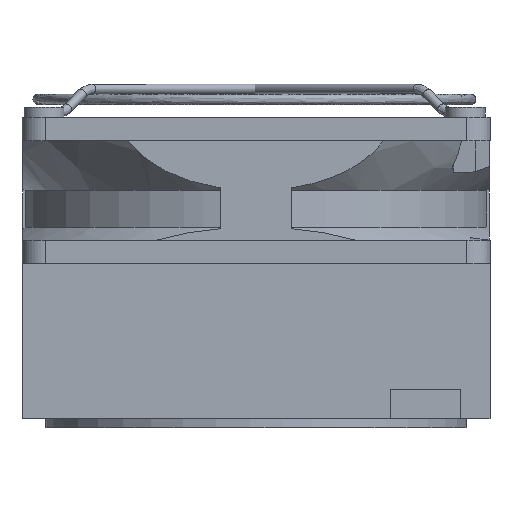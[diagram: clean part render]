
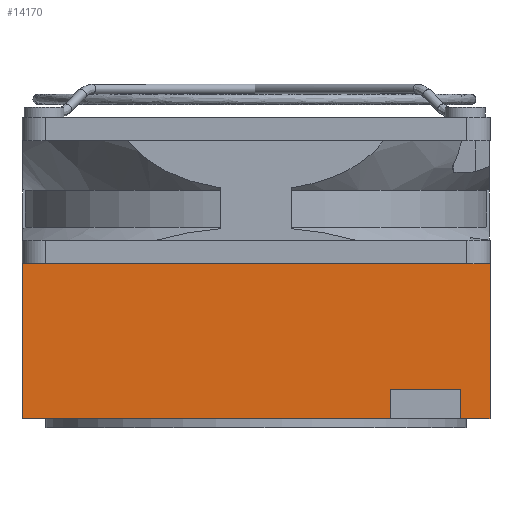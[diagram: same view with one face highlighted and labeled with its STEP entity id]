
A CAD part, left-side view. The second image highlights one B-rep face of the part: STEP entity #14170.
In plain terms, the highlighted free-form (B-spline) face has degree [1, 1] with [2, 2] control points.
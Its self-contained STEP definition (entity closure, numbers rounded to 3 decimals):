
#14170 = ADVANCED_FACE('',(#14171),#14229,.F.);
#14171 = FACE_BOUND('',#14172,.T.);
#14172 = EDGE_LOOP('',(#14173,#14182,#14189,#14196,#14203,#14210,#14217,
    #14224));
#14173 = ORIENTED_EDGE('',*,*,#14174,.F.);
#14174 = EDGE_CURVE('',#14175,#14177,#14179,.T.);
#14175 = VERTEX_POINT('',#14176);
#14176 = CARTESIAN_POINT('',(-33.718,-19.388,
    -39.197));
#14177 = VERTEX_POINT('',#14178);
#14178 = CARTESIAN_POINT('',(-33.718,-19.388,
    -43.412));
#14179 = B_SPLINE_CURVE_WITH_KNOTS('',1,(#14180,#14181),.UNSPECIFIED.,
  .F.,.F.,(2,2),(0.,5.),.PIECEWISE_BEZIER_KNOTS.);
#14180 = CARTESIAN_POINT('',(-33.718,-19.388,
    -39.197));
#14181 = CARTESIAN_POINT('',(-33.718,-19.388,
    -43.412));
#14182 = ORIENTED_EDGE('',*,*,#14183,.T.);
#14183 = EDGE_CURVE('',#14175,#14184,#14186,.T.);
#14184 = VERTEX_POINT('',#14185);
#14185 = CARTESIAN_POINT('',(-33.718,-29.503,
    -39.197));
#14186 = B_SPLINE_CURVE_WITH_KNOTS('',1,(#14187,#14188),.UNSPECIFIED.,
  .F.,.F.,(2,2),(0.,12.),.PIECEWISE_BEZIER_KNOTS.);
#14187 = CARTESIAN_POINT('',(-33.718,-19.388,
    -39.197));
#14188 = CARTESIAN_POINT('',(-33.718,-29.503,
    -39.197));
#14189 = ORIENTED_EDGE('',*,*,#14190,.T.);
#14190 = EDGE_CURVE('',#14184,#14191,#14193,.T.);
#14191 = VERTEX_POINT('',#14192);
#14192 = CARTESIAN_POINT('',(-33.718,-29.503,
    -43.412));
#14193 = B_SPLINE_CURVE_WITH_KNOTS('',1,(#14194,#14195),.UNSPECIFIED.,
  .F.,.F.,(2,2),(0.,5.),.PIECEWISE_BEZIER_KNOTS.);
#14194 = CARTESIAN_POINT('',(-33.718,-29.503,
    -39.197));
#14195 = CARTESIAN_POINT('',(-33.718,-29.503,
    -43.412));
#14196 = ORIENTED_EDGE('',*,*,#14197,.F.);
#14197 = EDGE_CURVE('',#14198,#14191,#14200,.T.);
#14198 = VERTEX_POINT('',#14199);
#14199 = CARTESIAN_POINT('',(-33.718,-33.718,
    -43.412));
#14200 = B_SPLINE_CURVE_WITH_KNOTS('',1,(#14201,#14202),.UNSPECIFIED.,
  .F.,.F.,(2,2),(-80.,-75.),.PIECEWISE_BEZIER_KNOTS.);
#14201 = CARTESIAN_POINT('',(-33.718,-33.718,
    -43.412));
#14202 = CARTESIAN_POINT('',(-33.718,-29.503,
    -43.412));
#14203 = ORIENTED_EDGE('',*,*,#14204,.T.);
#14204 = EDGE_CURVE('',#14198,#14205,#14207,.T.);
#14205 = VERTEX_POINT('',#14206);
#14206 = CARTESIAN_POINT('',(-33.718,-33.718,
    -21.074));
#14207 = B_SPLINE_CURVE_WITH_KNOTS('',1,(#14208,#14209),.UNSPECIFIED.,
  .F.,.F.,(2,2),(0.,26.5),.PIECEWISE_BEZIER_KNOTS.);
#14208 = CARTESIAN_POINT('',(-33.718,-33.718,
    -43.412));
#14209 = CARTESIAN_POINT('',(-33.718,-33.718,
    -21.074));
#14210 = ORIENTED_EDGE('',*,*,#14211,.T.);
#14211 = EDGE_CURVE('',#14205,#14212,#14214,.T.);
#14212 = VERTEX_POINT('',#14213);
#14213 = CARTESIAN_POINT('',(-33.718,33.718,
    -21.074));
#14214 = B_SPLINE_CURVE_WITH_KNOTS('',1,(#14215,#14216),.UNSPECIFIED.,
  .F.,.F.,(2,2),(-80.,0.),.PIECEWISE_BEZIER_KNOTS.);
#14215 = CARTESIAN_POINT('',(-33.718,-33.718,
    -21.074));
#14216 = CARTESIAN_POINT('',(-33.718,33.718,
    -21.074));
#14217 = ORIENTED_EDGE('',*,*,#14218,.F.);
#14218 = EDGE_CURVE('',#14219,#14212,#14221,.T.);
#14219 = VERTEX_POINT('',#14220);
#14220 = CARTESIAN_POINT('',(-33.718,33.718,
    -43.412));
#14221 = B_SPLINE_CURVE_WITH_KNOTS('',1,(#14222,#14223),.UNSPECIFIED.,
  .F.,.F.,(2,2),(0.,26.5),.PIECEWISE_BEZIER_KNOTS.);
#14222 = CARTESIAN_POINT('',(-33.718,33.718,
    -43.412));
#14223 = CARTESIAN_POINT('',(-33.718,33.718,
    -21.074));
#14224 = ORIENTED_EDGE('',*,*,#14225,.F.);
#14225 = EDGE_CURVE('',#14177,#14219,#14226,.T.);
#14226 = B_SPLINE_CURVE_WITH_KNOTS('',1,(#14227,#14228),.UNSPECIFIED.,
  .F.,.F.,(2,2),(-63.,0.),.PIECEWISE_BEZIER_KNOTS.);
#14227 = CARTESIAN_POINT('',(-33.718,-19.388,
    -43.412));
#14228 = CARTESIAN_POINT('',(-33.718,33.718,
    -43.412));
#14229 = B_SPLINE_SURFACE_WITH_KNOTS('',1,1,(
    (#14230,#14231)
    ,(#14232,#14233
    )),.UNSPECIFIED.,.F.,.F.,.F.,(2,2),(2,2),(0.,80.),(-26.5,0.),
  .PIECEWISE_BEZIER_KNOTS.);
#14230 = CARTESIAN_POINT('',(-33.718,33.718,
    -21.074));
#14231 = CARTESIAN_POINT('',(-33.718,33.718,
    -43.412));
#14232 = CARTESIAN_POINT('',(-33.718,-33.718,
    -21.074));
#14233 = CARTESIAN_POINT('',(-33.718,-33.718,
    -43.412));
